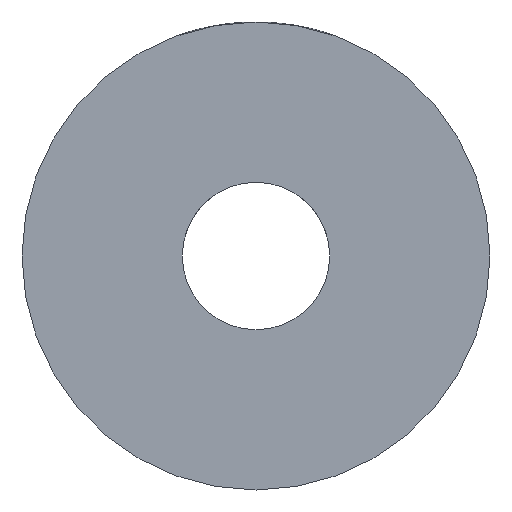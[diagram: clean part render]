
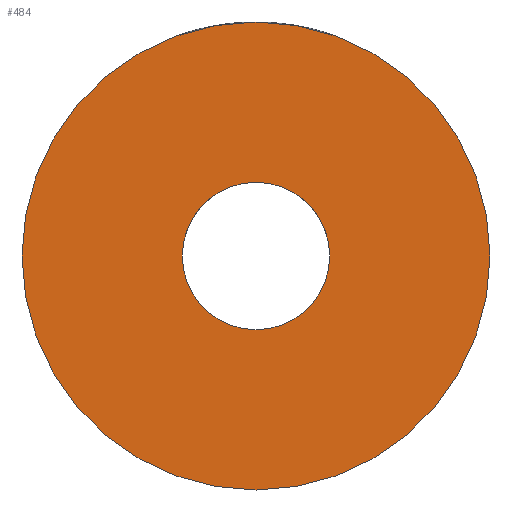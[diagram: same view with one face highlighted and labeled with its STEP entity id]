
A CAD part, front view. The second image highlights one B-rep face of the part: STEP entity #484.
In plain terms, the highlighted planar face has unit normal (0, -1, 0).
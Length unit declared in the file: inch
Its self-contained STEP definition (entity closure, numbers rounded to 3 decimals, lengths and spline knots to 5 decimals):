
#155 = CARTESIAN_POINT ( 'NONE',  ( 0., 0., 0.07874 ) ) ;
#158 = CIRCLE ( 'NONE', #195, 0.24985 ) ;
#170 = DIRECTION ( 'NONE',  ( 0., 0., 1. ) ) ;
#174 = DIRECTION ( 'NONE',  ( 0., 1., 0. ) ) ;
#176 = CARTESIAN_POINT ( 'NONE',  ( 0., 0., 0. ) ) ;
#181 = CIRCLE ( 'NONE', #257, 0.07874 ) ;
#195 = AXIS2_PLACEMENT_3D ( 'NONE', #176, #174, #170 ) ;
#198 = CIRCLE ( 'NONE', #322, 0.07874 ) ;
#237 = FACE_BOUND ( 'NONE', #435, .T. ) ;
#240 = FACE_OUTER_BOUND ( 'NONE', #475, .T. ) ;
#257 = AXIS2_PLACEMENT_3D ( 'NONE', #397, #395, #393 ) ;
#277 = CIRCLE ( 'NONE', #403, 0.24985 ) ;
#293 = CARTESIAN_POINT ( 'NONE',  ( 0., 0., -0.07874 ) ) ;
#315 = EDGE_CURVE ( 'NONE', #499, #511, #277, .T. ) ;
#322 = AXIS2_PLACEMENT_3D ( 'NONE', #504, #548, #513 ) ;
#350 = AXIS2_PLACEMENT_3D ( 'NONE', #780, #787, #789 ) ;
#357 = ORIENTED_EDGE ( 'NONE', *, *, #802, .F. ) ;
#377 = ORIENTED_EDGE ( 'NONE', *, *, #667, .F. ) ;
#393 = DIRECTION ( 'NONE',  ( 0., 0., -1. ) ) ;
#395 = DIRECTION ( 'NONE',  ( 0., -1., 0. ) ) ;
#397 = CARTESIAN_POINT ( 'NONE',  ( 0., 0., 0. ) ) ;
#403 = AXIS2_PLACEMENT_3D ( 'NONE', #559, #555, #842 ) ;
#435 = EDGE_LOOP ( 'NONE', ( #377, #623 ) ) ;
#475 = EDGE_LOOP ( 'NONE', ( #836, #357 ) ) ;
#484 = ADVANCED_FACE ( 'NONE', ( #237, #240 ), #777, .F. ) ;
#499 = VERTEX_POINT ( 'NONE', #793 ) ;
#504 = CARTESIAN_POINT ( 'NONE',  ( 0., 0., 0. ) ) ;
#511 = VERTEX_POINT ( 'NONE', #794 ) ;
#513 = DIRECTION ( 'NONE',  ( 0., 0., -1. ) ) ;
#548 = DIRECTION ( 'NONE',  ( 0., -1., 0. ) ) ;
#555 = DIRECTION ( 'NONE',  ( 0., 1., 0. ) ) ;
#559 = CARTESIAN_POINT ( 'NONE',  ( 0., 0., 0. ) ) ;
#579 = EDGE_CURVE ( 'NONE', #729, #821, #198, .T. ) ;
#623 = ORIENTED_EDGE ( 'NONE', *, *, #579, .F. ) ;
#667 = EDGE_CURVE ( 'NONE', #821, #729, #181, .T. ) ;
#729 = VERTEX_POINT ( 'NONE', #293 ) ;
#777 = PLANE ( 'NONE',  #350 ) ;
#780 = CARTESIAN_POINT ( 'NONE',  ( 0., 0., 0. ) ) ;
#787 = DIRECTION ( 'NONE',  ( 0., 1., 0. ) ) ;
#789 = DIRECTION ( 'NONE',  ( 0., 0., 1. ) ) ;
#793 = CARTESIAN_POINT ( 'NONE',  ( 0., 0., -0.24985 ) ) ;
#794 = CARTESIAN_POINT ( 'NONE',  ( 0., 0., 0.24985 ) ) ;
#802 = EDGE_CURVE ( 'NONE', #511, #499, #158, .T. ) ;
#821 = VERTEX_POINT ( 'NONE', #155 ) ;
#836 = ORIENTED_EDGE ( 'NONE', *, *, #315, .F. ) ;
#842 = DIRECTION ( 'NONE',  ( 0., 0., 1. ) ) ;
